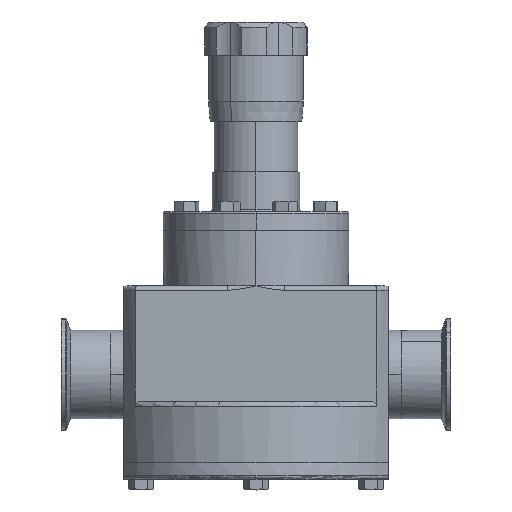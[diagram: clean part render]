
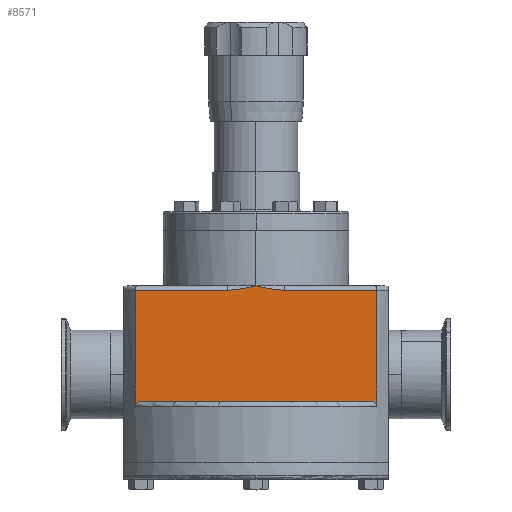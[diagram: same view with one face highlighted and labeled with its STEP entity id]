
A CAD part, top view. The second image highlights one B-rep face of the part: STEP entity #8571.
In plain terms, the highlighted planar face has unit normal (0, 0, 1).
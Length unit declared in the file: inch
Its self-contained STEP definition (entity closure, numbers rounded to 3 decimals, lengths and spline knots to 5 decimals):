
#126 = CARTESIAN_POINT ( 'NONE',  ( 0.21119, 3.95267, 2.1 ) ) ;
#172 = DIRECTION ( 'NONE',  ( -1., 0., 0. ) ) ;
#525 = PLANE ( 'NONE',  #5621 ) ;
#551 = LINE ( 'NONE', #898, #8425 ) ;
#661 = CARTESIAN_POINT ( 'NONE',  ( 2.73724, 5.25, 2.1 ) ) ;
#898 = CARTESIAN_POINT ( 'NONE',  ( -2.73724, 3.9, 2.1 ) ) ;
#1244 = CARTESIAN_POINT ( 'NONE',  ( 2.72899, 1.31629, 2.1 ) ) ;
#1270 = CARTESIAN_POINT ( 'NONE',  ( -2.63982, 1.37801, 2.1 ) ) ;
#1304 = CARTESIAN_POINT ( 'NONE',  ( -2.66864, 1.3697, 2.1 ) ) ;
#1382 = CARTESIAN_POINT ( 'NONE',  ( 0., 3.9, 2.1 ) ) ;
#1409 = CARTESIAN_POINT ( 'NONE',  ( -0.64031, 3.9, 2.1 ) ) ;
#1539 = CARTESIAN_POINT ( 'NONE',  ( 2.73724, 3.9, 2.1 ) ) ;
#1569 = EDGE_CURVE ( 'Defeatured_0_12+Defeatured_0_18+Defeatured_0_11+Defeatured_0_2', #2292, #8187, #3452, .T. ) ;
#1577 = ORIENTED_EDGE ( 'NONE', *, *, #7778, .F. ) ;
#1581 = DIRECTION ( 'NONE',  ( -1., 0., 0. ) ) ;
#1610 = VECTOR ( 'NONE', #3669, 39.37008 ) ;
#1788 = EDGE_CURVE ( 'Defeatured_0_11+Defeatured_0_12+Defeatured_0_18+Defeatured_0_18', #2292, #3851, #7745, .T. ) ;
#1894 = EDGE_CURVE ( 'Defeatured_0_12+Defeatured_0_13+Defeatured_0_20+Defeatured_0_14', #8494, #8692, #8125, .T. ) ;
#1978 = CARTESIAN_POINT ( 'NONE',  ( 2.66132, 1.37181, 2.1 ) ) ;
#2012 = CARTESIAN_POINT ( 'NONE',  ( 2.73617, 1.29501, 2.1 ) ) ;
#2101 = CARTESIAN_POINT ( 'NONE',  ( 2.72132, 1.32915, 2.1 ) ) ;
#2105 = DIRECTION ( 'NONE',  ( 0., 0., -1. ) ) ;
#2159 = CARTESIAN_POINT ( 'NONE',  ( -2.71675, 1.33505, 2.1 ) ) ;
#2192 = CARTESIAN_POINT ( 'NONE',  ( -0.21119, 3.95267, 2.1 ) ) ;
#2225 = CARTESIAN_POINT ( 'NONE',  ( 2.73724, 1.28, 2.1 ) ) ;
#2292 = VERTEX_POINT ( 'NONE', #9286 ) ;
#2742 = CARTESIAN_POINT ( 'NONE',  ( 2.68832, 1.35926, 2.1 ) ) ;
#2861 = CARTESIAN_POINT ( 'NONE',  ( -2.61008, 1.38, 2.1 ) ) ;
#2891 = CARTESIAN_POINT ( 'NONE',  ( -2.70641, 1.34582, 2.1 ) ) ;
#2924 = CARTESIAN_POINT ( 'NONE',  ( 0., 4., 2.1 ) ) ;
#2930 = CARTESIAN_POINT ( 'NONE',  ( -2.70068, 1.35066, 2.1 ) ) ;
#2943 = CARTESIAN_POINT ( 'NONE',  ( 0.58607, 3.9, 2.1 ) ) ;
#3222 = VERTEX_POINT ( 'NONE', #7339 ) ;
#3230 = ORIENTED_EDGE ( 'NONE', *, *, #1894, .T. ) ;
#3414 = EDGE_CURVE ( 'Defeatured_0_2+Defeatured_0_12+Defeatured_0_18+Defeatured_0_15', #6938, #8909, #9126, .T. ) ;
#3452 = B_SPLINE_CURVE_WITH_KNOTS ( 'NONE', 3,
 ( #3568, #8082, #7401, #1978, #6585, #4390, #2742, #8848, #5883, #7456, #2101, #1244, #8973, #2012, #5040, #5077 ),
 .UNSPECIFIED., .F., .F.,
 ( 4, 2, 2, 2, 2, 2, 2, 4 ),
 ( 0., 0.00113, 0.00169, 0.00226, 0.00282, 0.00339, 0.00395, 0.00452 ),
 .UNSPECIFIED. ) ;
#3514 = DIRECTION ( 'NONE',  ( -1., 0., 0. ) ) ;
#3568 = CARTESIAN_POINT ( 'NONE',  ( 2.61008, 1.38, 2.1 ) ) ;
#3576 = EDGE_CURVE ( 'Defeatured_0_12+Defeatured_0_18+Defeatured_0_2+Defeatured_0_11', #6938, #3851, #7637, .T. ) ;
#3580 = ORIENTED_EDGE ( 'NONE', *, *, #3414, .F. ) ;
#3590 = CARTESIAN_POINT ( 'NONE',  ( -2.73618, 1.29491, 2.1 ) ) ;
#3616 = CARTESIAN_POINT ( 'NONE',  ( -2.7214, 1.32904, 2.1 ) ) ;
#3620 = ORIENTED_EDGE ( 'NONE', *, *, #8654, .T. ) ;
#3669 = DIRECTION ( 'NONE',  ( -1., 0., 0. ) ) ;
#3851 = VERTEX_POINT ( 'NONE', #8500 ) ;
#4381 = CARTESIAN_POINT ( 'NONE',  ( -2.73724, 1.28755, 2.1 ) ) ;
#4390 = CARTESIAN_POINT ( 'NONE',  ( 2.68186, 1.36293, 2.1 ) ) ;
#4403 = EDGE_LOOP ( 'NONE', ( #3230, #8204, #3580, #7243, #5217, #4632, #1577, #9238, #3620 ) ) ;
#4410 = CARTESIAN_POINT ( 'NONE',  ( -0.64031, 3.9, 2.1 ) ) ;
#4427 = CARTESIAN_POINT ( 'NONE',  ( 0.53212, 3.90394, 2.1 ) ) ;
#4442 = CARTESIAN_POINT ( 'NONE',  ( -0.53212, 3.90394, 2.1 ) ) ;
#4632 = ORIENTED_EDGE ( 'NONE', *, *, #1569, .T. ) ;
#4643 = CARTESIAN_POINT ( 'NONE',  ( 0.10558, 3.97639, 2.1 ) ) ;
#4695 = VECTOR ( 'NONE', #9784, 39.37008 ) ;
#4708 = CARTESIAN_POINT ( 'NONE',  ( -2.73724, 1.28, 2.1 ) ) ;
#4798 = CARTESIAN_POINT ( 'NONE',  ( -2.73724, 5.25, 2.1 ) ) ;
#5040 = CARTESIAN_POINT ( 'NONE',  ( 2.73724, 1.28756, 2.1 ) ) ;
#5068 = CARTESIAN_POINT ( 'NONE',  ( -2.73724, 1.28, 2.1 ) ) ;
#5077 = CARTESIAN_POINT ( 'NONE',  ( 2.73724, 1.28, 2.1 ) ) ;
#5171 = CARTESIAN_POINT ( 'NONE',  ( -2.62509, 1.38, 2.1 ) ) ;
#5217 = ORIENTED_EDGE ( 'NONE', *, *, #1788, .F. ) ;
#5443 = VECTOR ( 'NONE', #7095, 39.37008 ) ;
#5621 = AXIS2_PLACEMENT_3D ( 'NONE', #8149, #2105, #3514 ) ;
#5883 = CARTESIAN_POINT ( 'NONE',  ( 2.70637, 1.34585, 2.1 ) ) ;
#5908 = CARTESIAN_POINT ( 'NONE',  ( -2.72902, 1.31623, 2.1 ) ) ;
#6238 = CARTESIAN_POINT ( 'NONE',  ( -4.86866, 1.38, 2.1 ) ) ;
#6525 = CARTESIAN_POINT ( 'NONE',  ( 0., 4., 2.1 ) ) ;
#6585 = CARTESIAN_POINT ( 'NONE',  ( 2.66839, 1.3692, 2.1 ) ) ;
#6607 = CARTESIAN_POINT ( 'NONE',  ( -2.73208, 1.30928, 2.1 ) ) ;
#6698 = CARTESIAN_POINT ( 'NONE',  ( -0.37096, 3.92432, 2.1 ) ) ;
#6719 = CARTESIAN_POINT ( 'NONE',  ( 0.37096, 3.92432, 2.1 ) ) ;
#6793 = CARTESIAN_POINT ( 'NONE',  ( 0.42453, 3.91607, 2.1 ) ) ;
#6938 = VERTEX_POINT ( 'NONE', #4708 ) ;
#7095 = DIRECTION ( 'NONE',  ( 0., 1., 0. ) ) ;
#7243 = ORIENTED_EDGE ( 'NONE', *, *, #3576, .T. ) ;
#7248 = LINE ( 'NONE', #1382, #1610 ) ;
#7322 = VERTEX_POINT ( 'NONE', #1539 ) ;
#7339 = CARTESIAN_POINT ( 'NONE',  ( 0.64031, 3.9, 2.1 ) ) ;
#7401 = CARTESIAN_POINT ( 'NONE',  ( 2.63979, 1.37801, 2.1 ) ) ;
#7456 = CARTESIAN_POINT ( 'NONE',  ( 2.71668, 1.33513, 2.1 ) ) ;
#7488 = EDGE_CURVE ( 'Defeatured_0_12+Defeatured_0_21+Defeatured_0_2+Defeatured_0_20', #7322, #3222, #7248, .T. ) ;
#7504 = VECTOR ( 'NONE', #172, 39.37008 ) ;
#7581 = FACE_OUTER_BOUND ( 'NONE', #4403, .T. ) ;
#7637 = B_SPLINE_CURVE_WITH_KNOTS ( 'NONE', 3,
 ( #5068, #4381, #3590, #6607, #5908, #3616, #2159, #2891, #2930, #9727, #1304, #1270, #5171, #2861 ),
 .UNSPECIFIED., .F., .F.,
 ( 4, 2, 2, 2, 2, 2, 4 ),
 ( 0., 0.00057, 0.00113, 0.0017, 0.00227, 0.0034, 0.00453 ),
 .UNSPECIFIED. ) ;
#7643 = EDGE_CURVE ( 'Defeatured_0_12+Defeatured_0_14+Defeatured_0_13+Defeatured_0_2', #8692, #8909, #551, .T. ) ;
#7745 = LINE ( 'NONE', #6238, #7504 ) ;
#7778 = EDGE_CURVE ( 'Defeatured_0_2+Defeatured_0_12+Defeatured_0_22+Defeatured_0_18', #7322, #8187, #9129, .T. ) ;
#8082 = CARTESIAN_POINT ( 'NONE',  ( 2.62509, 1.38, 2.1 ) ) ;
#8125 = B_SPLINE_CURVE_WITH_KNOTS ( 'NONE', 3,
 ( #2924, #8133, #2192, #6698, #8898, #4442, #8164, #4410 ),
 .UNSPECIFIED., .F., .F.,
 ( 4, 2, 2, 4 ),
 ( -0.00005, 0.0082, 0.01232, 0.01644 ),
 .UNSPECIFIED. ) ;
#8133 = CARTESIAN_POINT ( 'NONE',  ( -0.10556, 3.9764, 2.1 ) ) ;
#8149 = CARTESIAN_POINT ( 'NONE',  ( -4.86866, 1.38, 2.1 ) ) ;
#8164 = CARTESIAN_POINT ( 'NONE',  ( -0.58607, 3.9, 2.1 ) ) ;
#8187 = VERTEX_POINT ( 'NONE', #2225 ) ;
#8204 = ORIENTED_EDGE ( 'NONE', *, *, #7643, .T. ) ;
#8425 = VECTOR ( 'NONE', #1581, 39.37008 ) ;
#8458 = CARTESIAN_POINT ( 'NONE',  ( 0., 4., 2.1 ) ) ;
#8494 = VERTEX_POINT ( 'NONE', #6525 ) ;
#8500 = CARTESIAN_POINT ( 'NONE',  ( -2.61008, 1.38, 2.1 ) ) ;
#8571 = ADVANCED_FACE ( 'Defeatured_0_12', ( #7581 ), #525, .F. ) ;
#8654 = EDGE_CURVE ( 'Defeatured_0_12+Defeatured_0_20+Defeatured_0_21+Defeatured_0_13', #3222, #8494, #9132, .T. ) ;
#8692 = VERTEX_POINT ( 'NONE', #1409 ) ;
#8848 = CARTESIAN_POINT ( 'NONE',  ( 2.7006, 1.35072, 2.1 ) ) ;
#8898 = CARTESIAN_POINT ( 'NONE',  ( -0.42453, 3.91607, 2.1 ) ) ;
#8909 = VERTEX_POINT ( 'NONE', #9542 ) ;
#8973 = CARTESIAN_POINT ( 'NONE',  ( 2.732, 1.30948, 2.1 ) ) ;
#9126 = LINE ( 'NONE', #4798, #5443 ) ;
#9129 = LINE ( 'NONE', #661, #4695 ) ;
#9132 = B_SPLINE_CURVE_WITH_KNOTS ( 'NONE', 3,
 ( #9288, #2943, #4427, #6793, #6719, #126, #4643, #8458 ),
 .UNSPECIFIED., .F., .F.,
 ( 4, 2, 2, 4 ),
 ( 0., 0.00412, 0.00824, 0.01649 ),
 .UNSPECIFIED. ) ;
#9238 = ORIENTED_EDGE ( 'NONE', *, *, #7488, .T. ) ;
#9286 = CARTESIAN_POINT ( 'NONE',  ( 2.61008, 1.38, 2.1 ) ) ;
#9288 = CARTESIAN_POINT ( 'NONE',  ( 0.64031, 3.9, 2.1 ) ) ;
#9542 = CARTESIAN_POINT ( 'NONE',  ( -2.73724, 3.9, 2.1 ) ) ;
#9727 = CARTESIAN_POINT ( 'NONE',  ( -2.68219, 1.36354, 2.1 ) ) ;
#9784 = DIRECTION ( 'NONE',  ( 0., -1., 0. ) ) ;
